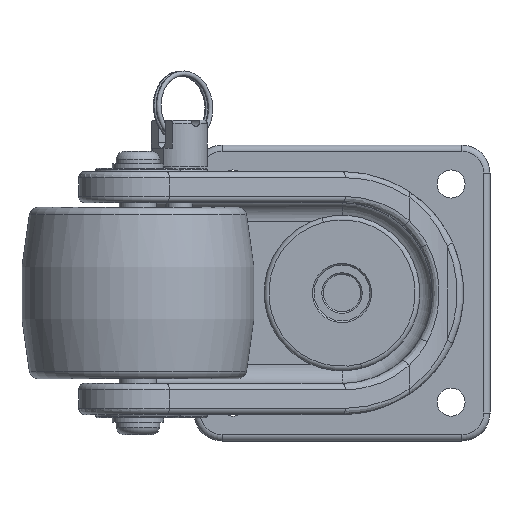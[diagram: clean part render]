
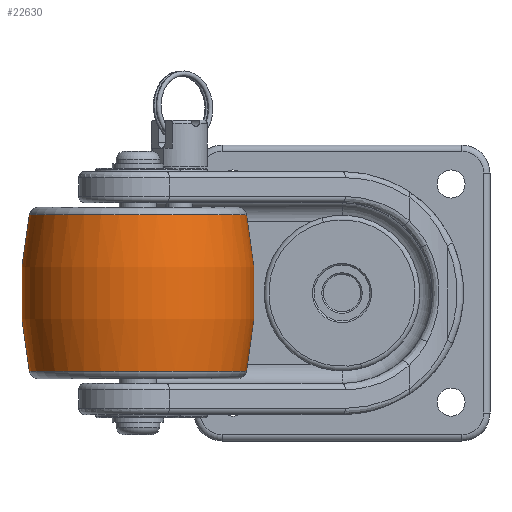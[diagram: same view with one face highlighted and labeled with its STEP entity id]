
A CAD part, front view. The second image highlights one B-rep face of the part: STEP entity #22630.
In plain terms, the highlighted toroidal (fillet/blend) face has major radius 82.5 mm and minor radius 120 mm.
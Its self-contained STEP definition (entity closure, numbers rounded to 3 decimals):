
#1089 = DIRECTION ( 'NONE',  ( -1., 0., 0. ) ) ;
#1198 = DIRECTION ( 'NONE',  ( -1., 0., 0. ) ) ;
#2514 = ORIENTED_EDGE ( 'NONE', *, *, #36071, .T. ) ;
#2695 = ORIENTED_EDGE ( 'NONE', *, *, #22389, .T. ) ;
#3055 = VERTEX_POINT ( 'NONE', #22605 ) ;
#3395 = CARTESIAN_POINT ( 'NONE',  ( 25.128, 0., -34.84 ) ) ;
#3405 = VERTEX_POINT ( 'NONE', #3395 ) ;
#3894 = AXIS2_PLACEMENT_3D ( 'NONE', #13477, #19558, #36482 ) ;
#6630 = EDGE_CURVE ( 'NONE', #3405, #9709, #17718, .T. ) ;
#6718 = ORIENTED_EDGE ( 'NONE', *, *, #30682, .T. ) ;
#7169 = CIRCLE ( 'NONE', #10940, 120. ) ;
#8254 = ORIENTED_EDGE ( 'NONE', *, *, #6630, .F. ) ;
#8301 = CIRCLE ( 'NONE', #21201, 34.84 ) ;
#9709 = VERTEX_POINT ( 'NONE', #18184 ) ;
#10940 = AXIS2_PLACEMENT_3D ( 'NONE', #17191, #37542, #20087 ) ;
#13477 = CARTESIAN_POINT ( 'NONE',  ( 0., 0., 82.5 ) ) ;
#13544 = AXIS2_PLACEMENT_3D ( 'NONE', #35923, #1198, #21403 ) ;
#14982 = FACE_OUTER_BOUND ( 'NONE', #15701, .T. ) ;
#15701 = EDGE_LOOP ( 'NONE', ( #8254, #2695, #2514, #6718 ) ) ;
#15780 = CARTESIAN_POINT ( 'NONE',  ( -25.128, 0., 0. ) ) ;
#17191 = CARTESIAN_POINT ( 'NONE',  ( 0., 0., -82.5 ) ) ;
#17718 = CIRCLE ( 'NONE', #3894, 120. ) ;
#18184 = CARTESIAN_POINT ( 'NONE',  ( -25.128, 0., -34.84 ) ) ;
#18369 = CARTESIAN_POINT ( 'NONE',  ( 25.128, 0., 0. ) ) ;
#18653 = DIRECTION ( 'NONE',  ( 0., 0., -1. ) ) ;
#19558 = DIRECTION ( 'NONE',  ( 0., 1., 0. ) ) ;
#20087 = DIRECTION ( 'NONE',  ( 0., 0., -1. ) ) ;
#20751 = VERTEX_POINT ( 'NONE', #34589 ) ;
#21201 = AXIS2_PLACEMENT_3D ( 'NONE', #15780, #36102, #18653 ) ;
#21310 = DIRECTION ( 'NONE',  ( 0., 0., 1. ) ) ;
#21403 = DIRECTION ( 'NONE',  ( 0., 0., 1. ) ) ;
#22255 = CIRCLE ( 'NONE', #23455, 34.84 ) ;
#22389 = EDGE_CURVE ( 'NONE', #3405, #20751, #22255, .T. ) ;
#22605 = CARTESIAN_POINT ( 'NONE',  ( -25.128, 0., 34.84 ) ) ;
#22630 = ADVANCED_FACE ( 'NONE', ( #14982 ), #30447, .T. ) ;
#23455 = AXIS2_PLACEMENT_3D ( 'NONE', #18369, #1089, #21310 ) ;
#30447 = TOROIDAL_SURFACE ( 'NONE', #13544, -82.5, 120. ) ;
#30682 = EDGE_CURVE ( 'NONE', #3055, #9709, #8301, .T. ) ;
#34589 = CARTESIAN_POINT ( 'NONE',  ( 25.128, 0., 34.84 ) ) ;
#35923 = CARTESIAN_POINT ( 'NONE',  ( 0., 0., 0. ) ) ;
#36071 = EDGE_CURVE ( 'NONE', #20751, #3055, #7169, .T. ) ;
#36102 = DIRECTION ( 'NONE',  ( 1., 0., 0. ) ) ;
#36482 = DIRECTION ( 'NONE',  ( 0., 0., 1. ) ) ;
#37542 = DIRECTION ( 'NONE',  ( 0., -1., 0. ) ) ;
